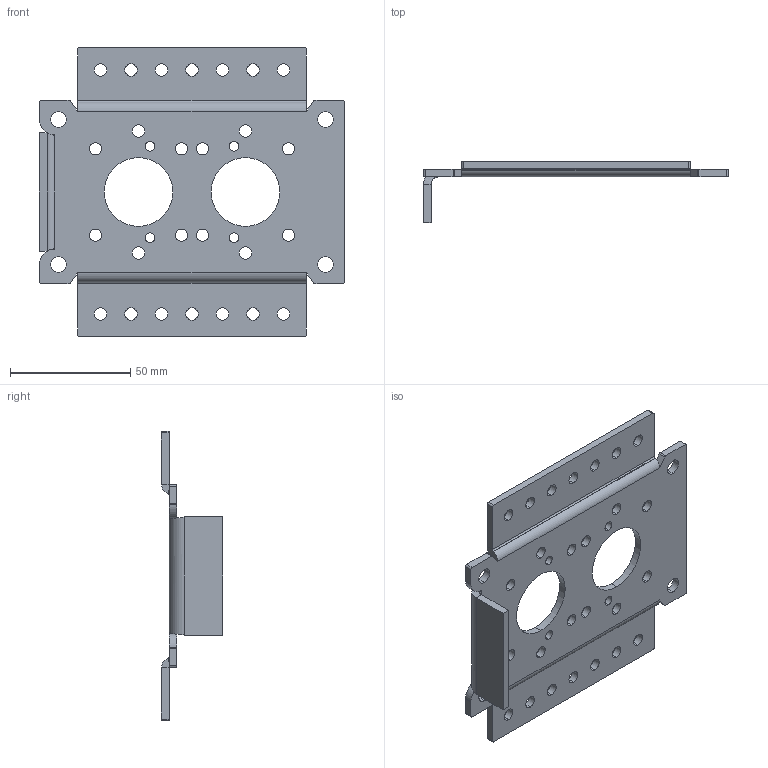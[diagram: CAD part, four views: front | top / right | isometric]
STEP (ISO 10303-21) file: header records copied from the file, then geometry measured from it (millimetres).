
FILE_DESCRIPTION (( 'STEP AP203' ), '1' );
FILE_NAME ('am-4216 Flyer Gearbox Plate.STEP', '2019-12-03T19:25:57', ( '' ), ( '' ), 'SwSTEP 2.0', 'SolidWorks 2019', '' );
FILE_SCHEMA (( 'CONFIG_CONTROL_DESIGN' ));
Length unit declared in the file: inch
Products named in the file (1): am-4216 Flyer Gearbox Plate
Bounding box: 127 x 25.4 x 120.65 mm (x, y, z)
Volume: 41171.7 mm3; surface area: 30094.9 mm2
Topology: 1 solids, 1 shells, 150 faces, 404 edges, 256 vertices
Faces by surface type: cylinder 98, plane 50, bspline 2
Entity records: 5099 total; most frequent: CARTESIAN_POINT 961, DIRECTION 890, ORIENTED_EDGE 808, EDGE_CURVE 404, AXIS2_PLACEMENT_3D 341, VERTEX_POINT 256, EDGE_LOOP 222, LINE 208
